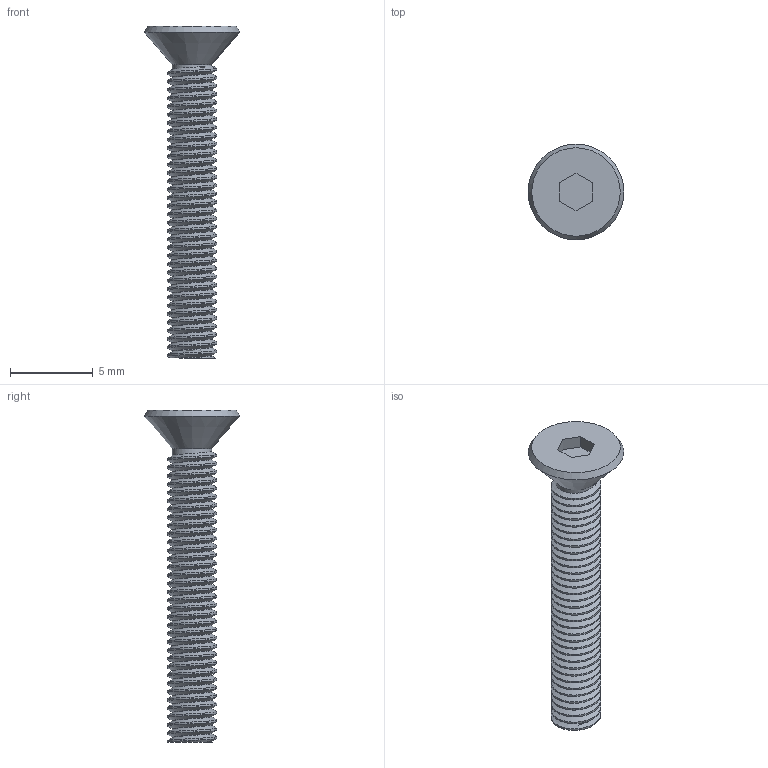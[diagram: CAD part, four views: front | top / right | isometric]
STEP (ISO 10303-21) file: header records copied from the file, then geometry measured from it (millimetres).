
FILE_DESCRIPTION(/* description */ ('Unknown','CAx-IF Rec.Pracs.---Representation and Presentation of Product Manufacturing Information (PMI)---4.0---2014-10-13','CAx-IF Rec.Pracs.---3D Tessellated Geometry---0.4---2014-09-14','2;1'),/* implementation_level */ '2;1');
FILE_NAME(/* name */ 'M3 x 20 - Hex Flat Head - Black',/* time_stamp */ '2022-03-01T21:30:51-05:00',/* author */ ('Unknown'),/* organization */ ('Unknown'),/* preprocessor_version */ 'ST-DEVELOPER v16.7',/* originating_system */ 'Solid Edge',/* authorisation */ 'Unknown');
FILE_SCHEMA (('AP242_MANAGED_MODEL_BASED_3D_ENGINEERING_MIM_LF { 1 0 10303 442 1 1 4 }'));
Length unit declared in the file: millimetre
Products named in the file (1): M3 x 20 - Hex Flat Head - Black
Bounding box: 5.77 x 5.77 x 20 mm (x, y, z)
Volume: 141.2 mm3; surface area: 339 mm2
Topology: 1 solids, 21 shells, 226 faces, 543 edges, 360 vertices
Faces by surface type: plane 142, bspline 41, cylinder 39, cone 4
Full cylindrical faces by diameter (mm): 2.39 x35
Entity records: 14713 total; most frequent: CARTESIAN_POINT 9729, ORIENTED_EDGE 862, DIRECTION 467, EDGE_CURVE 431, VERTEX_POINT 290, B_SPLINE_CURVE_WITH_KNOTS 270, EDGE_LOOP 211, FACE_BOUND 211
